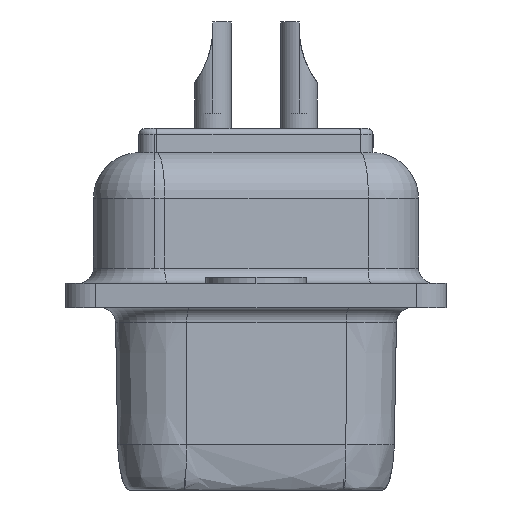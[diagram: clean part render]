
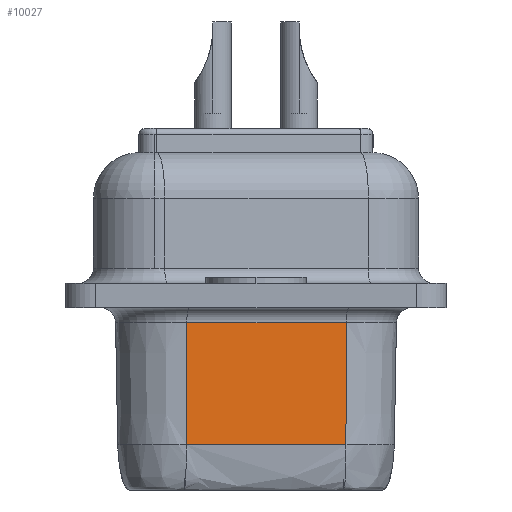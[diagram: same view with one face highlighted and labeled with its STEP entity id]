
A CAD part, left-side view. The second image highlights one B-rep face of the part: STEP entity #10027.
In plain terms, the highlighted planar face has unit normal (-0.985, -0.174, -0.018).
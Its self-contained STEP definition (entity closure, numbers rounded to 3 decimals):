
#1412 = CARTESIAN_POINT ( 'NONE',  ( -28.107, 2.291, 1.493 ) ) ;
#4345 = DIRECTION ( 'NONE',  ( -0.985, -0.174, -0.017 ) ) ;
#4814 = EDGE_CURVE ( 'NONE', #28160, #5216, #38300, .T. ) ;
#5065 = B_SPLINE_CURVE_WITH_KNOTS ( 'NONE', 3,
 ( #1412, #18202, #31347, #14744 ),
 .UNSPECIFIED., .F., .F.,
 ( 4, 4 ),
 ( 0., 1. ),
 .UNSPECIFIED. ) ;
#5216 = VERTEX_POINT ( 'NONE', #25957 ) ;
#7410 = EDGE_CURVE ( 'NONE', #10779, #28160, #9502, .T. ) ;
#9199 = ORIENTED_EDGE ( 'NONE', *, *, #25579, .F. ) ;
#9502 = LINE ( 'NONE', #9943, #11204 ) ;
#9943 = CARTESIAN_POINT ( 'NONE',  ( -28.176, 2.278, 5.509 ) ) ;
#10027 = ADVANCED_FACE ( 'NONE', ( #30628 ), #40779, .T. ) ;
#10779 = VERTEX_POINT ( 'NONE', #23011 ) ;
#11204 = VECTOR ( 'NONE', #29560, 1000. ) ;
#12382 = ORIENTED_EDGE ( 'NONE', *, *, #4814, .T. ) ;
#12628 = VECTOR ( 'NONE', #36640, 1000. ) ;
#13564 = LINE ( 'NONE', #23070, #12628 ) ;
#14744 = CARTESIAN_POINT ( 'NONE',  ( -27.181, -2.959, 1.493 ) ) ;
#14832 = ORIENTED_EDGE ( 'NONE', *, *, #15782, .T. ) ;
#15682 = CARTESIAN_POINT ( 'NONE',  ( -28.081, 2.295, 0. ) ) ;
#15782 = EDGE_CURVE ( 'NONE', #5216, #31852, #5065, .T. ) ;
#18202 = CARTESIAN_POINT ( 'NONE',  ( -27.798, 0.541, 1.493 ) ) ;
#19540 = CARTESIAN_POINT ( 'NONE',  ( -28.176, 2.278, 5.509 ) ) ;
#20193 = VECTOR ( 'NONE', #34855, 1000. ) ;
#21134 = DIRECTION ( 'NONE',  ( 0.174, -0.985, 0. ) ) ;
#22360 = CARTESIAN_POINT ( 'NONE',  ( -27.181, -2.959, 1.493 ) ) ;
#23011 = CARTESIAN_POINT ( 'NONE',  ( -27.25, -2.972, 5.509 ) ) ;
#23070 = CARTESIAN_POINT ( 'NONE',  ( -27.155, -2.955, 0. ) ) ;
#25579 = EDGE_CURVE ( 'NONE', #10779, #31852, #13564, .T. ) ;
#25957 = CARTESIAN_POINT ( 'NONE',  ( -28.107, 2.291, 1.493 ) ) ;
#26725 = ORIENTED_EDGE ( 'NONE', *, *, #7410, .T. ) ;
#28160 = VERTEX_POINT ( 'NONE', #19540 ) ;
#29560 = DIRECTION ( 'NONE',  ( -0.174, 0.985, 0. ) ) ;
#29617 = EDGE_LOOP ( 'NONE', ( #12382, #14832, #9199, #26725 ) ) ;
#30628 = FACE_OUTER_BOUND ( 'NONE', #29617, .T. ) ;
#31347 = CARTESIAN_POINT ( 'NONE',  ( -27.49, -1.209, 1.493 ) ) ;
#31852 = VERTEX_POINT ( 'NONE', #22360 ) ;
#33860 = CARTESIAN_POINT ( 'NONE',  ( -28.081, 2.295, 0. ) ) ;
#34855 = DIRECTION ( 'NONE',  ( 0.017, 0.003, -1. ) ) ;
#35617 = AXIS2_PLACEMENT_3D ( 'NONE', #33860, #4345, #21134 ) ;
#36640 = DIRECTION ( 'NONE',  ( 0.017, 0.003, -1. ) ) ;
#38300 = LINE ( 'NONE', #15682, #20193 ) ;
#40779 = PLANE ( 'NONE',  #35617 ) ;
